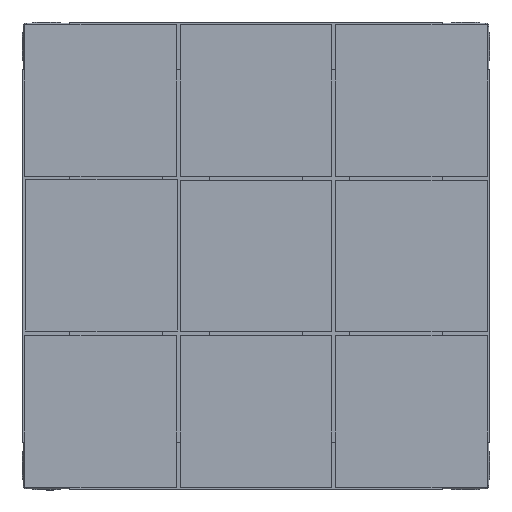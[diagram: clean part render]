
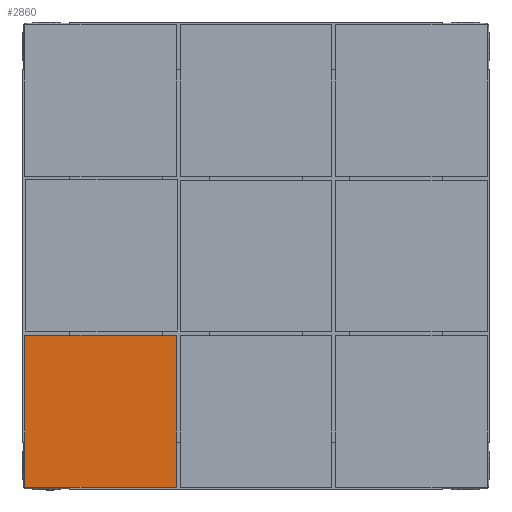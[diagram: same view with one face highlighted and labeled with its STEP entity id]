
A CAD part, left-side view. The second image highlights one B-rep face of the part: STEP entity #2860.
In plain terms, the highlighted face is planar.
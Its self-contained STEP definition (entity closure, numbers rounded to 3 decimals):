
#598=FACE_OUTER_BOUND('',#791,.T.);
#791=EDGE_LOOP('',(#2604,#2605,#2606,#2607));
#1008=LINE('',#5029,#1233);
#1011=LINE('',#5035,#1236);
#1014=LINE('',#5041,#1239);
#1017=LINE('',#5045,#1242);
#1233=VECTOR('',#4181,10.);
#1236=VECTOR('',#4186,10.);
#1239=VECTOR('',#4191,10.);
#1242=VECTOR('',#4196,10.);
#1463=VERTEX_POINT('',#5026);
#1464=VERTEX_POINT('',#5028);
#1466=VERTEX_POINT('',#5034);
#1468=VERTEX_POINT('',#5040);
#1840=EDGE_CURVE('',#1464,#1463,#1008,.T.);
#1843=EDGE_CURVE('',#1466,#1464,#1011,.T.);
#1846=EDGE_CURVE('',#1468,#1466,#1014,.T.);
#1849=EDGE_CURVE('',#1463,#1468,#1017,.T.);
#2604=ORIENTED_EDGE('',*,*,#1849,.T.);
#2605=ORIENTED_EDGE('',*,*,#1846,.T.);
#2606=ORIENTED_EDGE('',*,*,#1843,.T.);
#2607=ORIENTED_EDGE('',*,*,#1840,.T.);
#2683=PLANE('',#3257);
#2860=ADVANCED_FACE('',(#598),#2683,.T.);
#3257=AXIS2_PLACEMENT_3D('',#5046,#4197,#4198);
#4181=DIRECTION('',(-1.,0.,0.));
#4186=DIRECTION('',(0.,1.,0.));
#4191=DIRECTION('',(1.,0.,0.));
#4196=DIRECTION('',(0.,-1.,0.));
#4197=DIRECTION('center_axis',(0.,0.,1.));
#4198=DIRECTION('ref_axis',(1.,0.,0.));
#5026=CARTESIAN_POINT('',(0.,82.667,3.));
#5028=CARTESIAN_POINT('',(82.667,82.667,3.));
#5029=CARTESIAN_POINT('',(82.667,82.667,3.));
#5034=CARTESIAN_POINT('',(82.667,0.,3.));
#5035=CARTESIAN_POINT('',(82.667,0.,3.));
#5040=CARTESIAN_POINT('',(0.,0.,3.));
#5041=CARTESIAN_POINT('',(0.,0.,3.));
#5045=CARTESIAN_POINT('',(0.,82.667,3.));
#5046=CARTESIAN_POINT('Origin',(41.333,41.333,3.));
